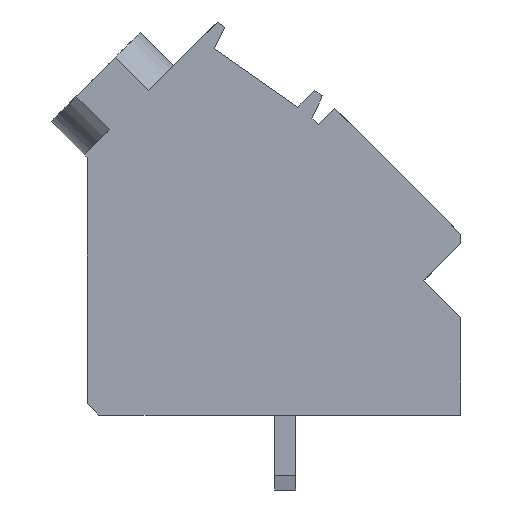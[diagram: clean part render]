
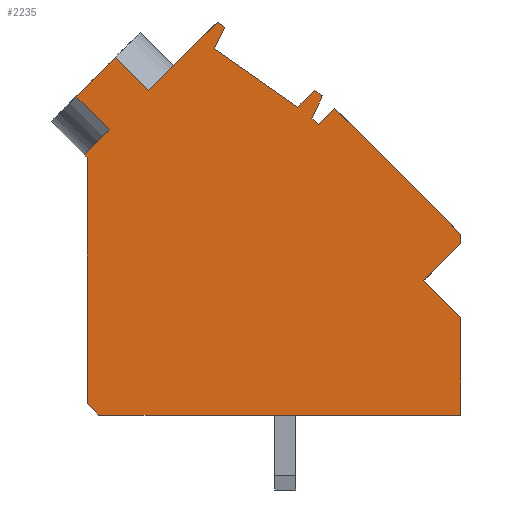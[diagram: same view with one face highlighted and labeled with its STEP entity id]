
A CAD part, left-side view. The second image highlights one B-rep face of the part: STEP entity #2235.
In plain terms, the highlighted planar face has unit normal (-1, 0, 0).
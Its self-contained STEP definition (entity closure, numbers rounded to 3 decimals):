
#2183=AXIS2_PLACEMENT_3D('Plane Axis2P3D',#2180,#2181,#2182) ;
#1306=CARTESIAN_POINT('Vertex',(0.,14.742,18.498)) ;
#1311=CARTESIAN_POINT('Line Origine',(0.,14.035,17.791)) ;
#1315=CARTESIAN_POINT('Vertex',(0.,13.328,17.084)) ;
#1608=CARTESIAN_POINT('Vertex',(0.,10.412,20.)) ;
#1611=CARTESIAN_POINT('Line Origine',(0.,10.252,19.888)) ;
#1615=CARTESIAN_POINT('Vertex',(0.,10.093,19.777)) ;
#1635=CARTESIAN_POINT('Line Origine',(0.,10.307,19.317)) ;
#1639=CARTESIAN_POINT('Vertex',(0.,10.522,18.857)) ;
#1659=CARTESIAN_POINT('Line Origine',(0.,8.741,17.609)) ;
#1663=CARTESIAN_POINT('Vertex',(0.,6.96,16.362)) ;
#1683=CARTESIAN_POINT('Line Origine',(0.,6.601,16.721)) ;
#1687=CARTESIAN_POINT('Vertex',(0.,6.242,17.08)) ;
#1702=CARTESIAN_POINT('Line Origine',(0.,6.074,16.963)) ;
#1706=CARTESIAN_POINT('Vertex',(0.,5.906,16.845)) ;
#1726=CARTESIAN_POINT('Line Origine',(0.,6.131,16.363)) ;
#1730=CARTESIAN_POINT('Vertex',(0.,6.356,15.88)) ;
#1750=CARTESIAN_POINT('Line Origine',(0.,6.219,15.742)) ;
#1754=CARTESIAN_POINT('Vertex',(0.,6.081,15.605)) ;
#1774=CARTESIAN_POINT('Line Origine',(0.,5.728,15.958)) ;
#1778=CARTESIAN_POINT('Vertex',(0.,5.374,16.312)) ;
#1798=CARTESIAN_POINT('Line Origine',(0.,2.687,13.625)) ;
#1802=CARTESIAN_POINT('Vertex',(0.,0.,10.938)) ;
#1852=CARTESIAN_POINT('Line Origine',(0.,0.,10.733)) ;
#1856=CARTESIAN_POINT('Vertex',(0.,0.,10.528)) ;
#1876=CARTESIAN_POINT('Line Origine',(0.,0.792,9.736)) ;
#1880=CARTESIAN_POINT('Vertex',(0.,1.584,8.944)) ;
#1900=CARTESIAN_POINT('Line Origine',(0.,0.792,8.152)) ;
#1904=CARTESIAN_POINT('Vertex',(0.,0.,7.36)) ;
#1919=CARTESIAN_POINT('Line Origine',(0.,0.,5.28)) ;
#1923=CARTESIAN_POINT('Vertex',(0.,0.,3.2)) ;
#1943=CARTESIAN_POINT('Line Origine',(0.,7.73,3.2)) ;
#1947=CARTESIAN_POINT('Vertex',(0.,15.46,3.2)) ;
#1967=CARTESIAN_POINT('Line Origine',(0.,15.71,3.45)) ;
#1971=CARTESIAN_POINT('Vertex',(0.,15.96,3.7)) ;
#2046=CARTESIAN_POINT('Line Origine',(0.,11.87,18.542)) ;
#2124=CARTESIAN_POINT('Vertex',(0.,16.439,16.801)) ;
#2127=CARTESIAN_POINT('Line Origine',(0.,15.591,17.649)) ;
#2180=CARTESIAN_POINT('Axis2P3D Location',(0.,0.,0.)) ;
#2185=CARTESIAN_POINT('Line Origine',(0.,16.023,14.263)) ;
#2189=CARTESIAN_POINT('Vertex',(0.,16.086,14.326)) ;
#2191=CARTESIAN_POINT('Vertex',(0.,15.96,14.2)) ;
#2194=CARTESIAN_POINT('Line Origine',(0.,15.96,8.95)) ;
#2199=CARTESIAN_POINT('Line Origine',(0.,15.732,16.094)) ;
#2203=CARTESIAN_POINT('Vertex',(0.,15.025,15.386)) ;
#2206=CARTESIAN_POINT('Line Origine',(0.,15.555,14.856)) ;
#1312=DIRECTION('Vector Direction',(0.,-0.707,-0.707)) ;
#1612=DIRECTION('Vector Direction',(0.,-0.819,-0.574)) ;
#1636=DIRECTION('Vector Direction',(0.,0.423,-0.906)) ;
#1660=DIRECTION('Vector Direction',(0.,-0.819,-0.574)) ;
#1684=DIRECTION('Vector Direction',(0.,-0.707,0.707)) ;
#1703=DIRECTION('Vector Direction',(0.,-0.819,-0.574)) ;
#1727=DIRECTION('Vector Direction',(0.,0.423,-0.906)) ;
#1751=DIRECTION('Vector Direction',(0.,-0.707,-0.707)) ;
#1775=DIRECTION('Vector Direction',(0.,-0.707,0.707)) ;
#1799=DIRECTION('Vector Direction',(0.,-0.707,-0.707)) ;
#1853=DIRECTION('Vector Direction',(0.,0.,-1.)) ;
#1877=DIRECTION('Vector Direction',(0.,0.707,-0.707)) ;
#1901=DIRECTION('Vector Direction',(0.,-0.707,-0.707)) ;
#1920=DIRECTION('Vector Direction',(0.,0.,-1.)) ;
#1944=DIRECTION('Vector Direction',(0.,1.,0.)) ;
#1968=DIRECTION('Vector Direction',(0.,0.707,0.707)) ;
#2047=DIRECTION('Vector Direction',(0.,-0.707,0.707)) ;
#2128=DIRECTION('Vector Direction',(0.,-0.707,0.707)) ;
#2181=DIRECTION('Axis2P3D Direction',(-1.,0.,0.)) ;
#2182=DIRECTION('Axis2P3D XDirection',(0.,0.,1.)) ;
#2186=DIRECTION('Vector Direction',(0.,0.707,0.707)) ;
#2195=DIRECTION('Vector Direction',(0.,0.,1.)) ;
#2200=DIRECTION('Vector Direction',(0.,0.707,0.707)) ;
#2207=DIRECTION('Vector Direction',(0.,-0.707,0.707)) ;
#1313=VECTOR('Line Direction',#1312,1.) ;
#1613=VECTOR('Line Direction',#1612,1.) ;
#1637=VECTOR('Line Direction',#1636,1.) ;
#1661=VECTOR('Line Direction',#1660,1.) ;
#1685=VECTOR('Line Direction',#1684,1.) ;
#1704=VECTOR('Line Direction',#1703,1.) ;
#1728=VECTOR('Line Direction',#1727,1.) ;
#1752=VECTOR('Line Direction',#1751,1.) ;
#1776=VECTOR('Line Direction',#1775,1.) ;
#1800=VECTOR('Line Direction',#1799,1.) ;
#1854=VECTOR('Line Direction',#1853,1.) ;
#1878=VECTOR('Line Direction',#1877,1.) ;
#1902=VECTOR('Line Direction',#1901,1.) ;
#1921=VECTOR('Line Direction',#1920,1.) ;
#1945=VECTOR('Line Direction',#1944,1.) ;
#1969=VECTOR('Line Direction',#1968,1.) ;
#2048=VECTOR('Line Direction',#2047,1.) ;
#2129=VECTOR('Line Direction',#2128,1.) ;
#2187=VECTOR('Line Direction',#2186,1.) ;
#2196=VECTOR('Line Direction',#2195,1.) ;
#2201=VECTOR('Line Direction',#2200,1.) ;
#2208=VECTOR('Line Direction',#2207,1.) ;
#2212=ORIENTED_EDGE('',*,*,#2193,.T.) ;
#2213=ORIENTED_EDGE('',*,*,#2198,.T.) ;
#2214=ORIENTED_EDGE('',*,*,#1973,.T.) ;
#2215=ORIENTED_EDGE('',*,*,#1949,.T.) ;
#2216=ORIENTED_EDGE('',*,*,#1925,.T.) ;
#2217=ORIENTED_EDGE('',*,*,#1906,.T.) ;
#2218=ORIENTED_EDGE('',*,*,#1882,.T.) ;
#2219=ORIENTED_EDGE('',*,*,#1858,.T.) ;
#2220=ORIENTED_EDGE('',*,*,#1804,.T.) ;
#2221=ORIENTED_EDGE('',*,*,#1780,.T.) ;
#2222=ORIENTED_EDGE('',*,*,#1756,.T.) ;
#2223=ORIENTED_EDGE('',*,*,#1732,.T.) ;
#2224=ORIENTED_EDGE('',*,*,#1708,.T.) ;
#2225=ORIENTED_EDGE('',*,*,#1689,.T.) ;
#2226=ORIENTED_EDGE('',*,*,#1665,.T.) ;
#2227=ORIENTED_EDGE('',*,*,#1641,.T.) ;
#2228=ORIENTED_EDGE('',*,*,#1617,.T.) ;
#2229=ORIENTED_EDGE('',*,*,#2050,.T.) ;
#2230=ORIENTED_EDGE('',*,*,#1317,.T.) ;
#2231=ORIENTED_EDGE('',*,*,#2131,.T.) ;
#2232=ORIENTED_EDGE('',*,*,#2205,.T.) ;
#2233=ORIENTED_EDGE('',*,*,#2210,.T.) ;
#2235=ADVANCED_FACE('HOUSING',(#2234),#2184,.T.) ;
#1317=EDGE_CURVE('',#1316,#1307,#1314,.F.) ;
#1617=EDGE_CURVE('',#1616,#1609,#1614,.F.) ;
#1641=EDGE_CURVE('',#1640,#1616,#1638,.F.) ;
#1665=EDGE_CURVE('',#1664,#1640,#1662,.F.) ;
#1689=EDGE_CURVE('',#1688,#1664,#1686,.F.) ;
#1708=EDGE_CURVE('',#1707,#1688,#1705,.F.) ;
#1732=EDGE_CURVE('',#1731,#1707,#1729,.F.) ;
#1756=EDGE_CURVE('',#1755,#1731,#1753,.F.) ;
#1780=EDGE_CURVE('',#1779,#1755,#1777,.F.) ;
#1804=EDGE_CURVE('',#1803,#1779,#1801,.F.) ;
#1858=EDGE_CURVE('',#1857,#1803,#1855,.F.) ;
#1882=EDGE_CURVE('',#1881,#1857,#1879,.F.) ;
#1906=EDGE_CURVE('',#1905,#1881,#1903,.F.) ;
#1925=EDGE_CURVE('',#1924,#1905,#1922,.F.) ;
#1949=EDGE_CURVE('',#1948,#1924,#1946,.F.) ;
#1973=EDGE_CURVE('',#1972,#1948,#1970,.F.) ;
#2050=EDGE_CURVE('',#1609,#1316,#2049,.F.) ;
#2131=EDGE_CURVE('',#1307,#2125,#2130,.F.) ;
#2193=EDGE_CURVE('',#2190,#2192,#2188,.F.) ;
#2198=EDGE_CURVE('',#2192,#1972,#2197,.F.) ;
#2205=EDGE_CURVE('',#2125,#2204,#2202,.F.) ;
#2210=EDGE_CURVE('',#2204,#2190,#2209,.F.) ;
#2211=EDGE_LOOP('',(#2212,#2213,#2214,#2215,#2216,#2217,#2218,#2219,#2220,#2221,#2222,#2223,#2224,#2225,#2226,#2227,#2228,#2229,#2230,#2231,#2232,#2233)) ;
#2234=FACE_OUTER_BOUND('',#2211,.T.) ;
#1314=LINE('Line',#1311,#1313) ;
#1614=LINE('Line',#1611,#1613) ;
#1638=LINE('Line',#1635,#1637) ;
#1662=LINE('Line',#1659,#1661) ;
#1686=LINE('Line',#1683,#1685) ;
#1705=LINE('Line',#1702,#1704) ;
#1729=LINE('Line',#1726,#1728) ;
#1753=LINE('Line',#1750,#1752) ;
#1777=LINE('Line',#1774,#1776) ;
#1801=LINE('Line',#1798,#1800) ;
#1855=LINE('Line',#1852,#1854) ;
#1879=LINE('Line',#1876,#1878) ;
#1903=LINE('Line',#1900,#1902) ;
#1922=LINE('Line',#1919,#1921) ;
#1946=LINE('Line',#1943,#1945) ;
#1970=LINE('Line',#1967,#1969) ;
#2049=LINE('Line',#2046,#2048) ;
#2130=LINE('Line',#2127,#2129) ;
#2188=LINE('Line',#2185,#2187) ;
#2197=LINE('Line',#2194,#2196) ;
#2202=LINE('Line',#2199,#2201) ;
#2209=LINE('Line',#2206,#2208) ;
#2184=PLANE('',#2183) ;
#1307=VERTEX_POINT('',#1306) ;
#1316=VERTEX_POINT('',#1315) ;
#1609=VERTEX_POINT('',#1608) ;
#1616=VERTEX_POINT('',#1615) ;
#1640=VERTEX_POINT('',#1639) ;
#1664=VERTEX_POINT('',#1663) ;
#1688=VERTEX_POINT('',#1687) ;
#1707=VERTEX_POINT('',#1706) ;
#1731=VERTEX_POINT('',#1730) ;
#1755=VERTEX_POINT('',#1754) ;
#1779=VERTEX_POINT('',#1778) ;
#1803=VERTEX_POINT('',#1802) ;
#1857=VERTEX_POINT('',#1856) ;
#1881=VERTEX_POINT('',#1880) ;
#1905=VERTEX_POINT('',#1904) ;
#1924=VERTEX_POINT('',#1923) ;
#1948=VERTEX_POINT('',#1947) ;
#1972=VERTEX_POINT('',#1971) ;
#2125=VERTEX_POINT('',#2124) ;
#2190=VERTEX_POINT('',#2189) ;
#2192=VERTEX_POINT('',#2191) ;
#2204=VERTEX_POINT('',#2203) ;
